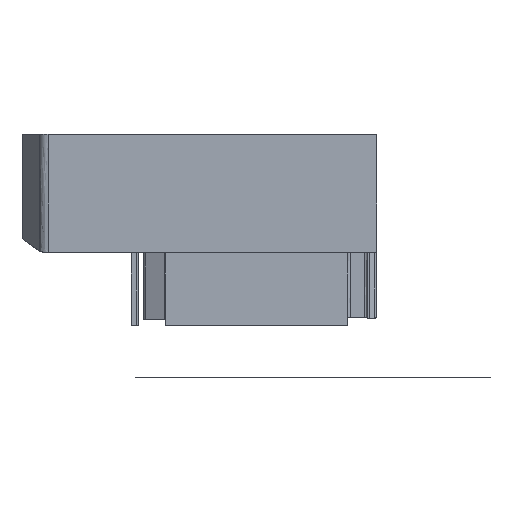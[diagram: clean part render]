
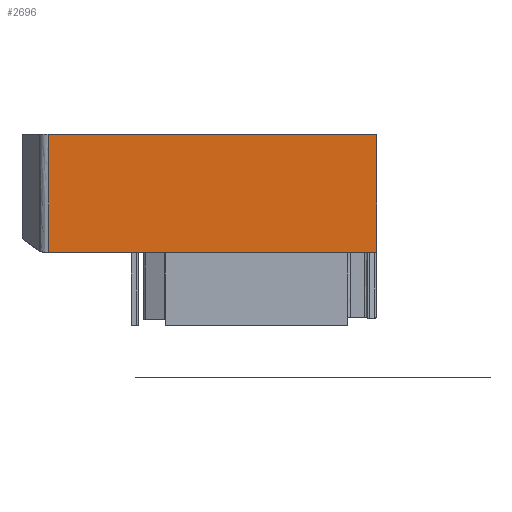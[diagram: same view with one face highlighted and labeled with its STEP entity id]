
A CAD part, left-side view. The second image highlights one B-rep face of the part: STEP entity #2696.
In plain terms, the highlighted planar face has unit normal (-1, 0, 0).
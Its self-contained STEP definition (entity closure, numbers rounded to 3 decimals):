
#2696=ADVANCED_FACE('',(#2859),#6601,.T.);
#2859=FACE_OUTER_BOUND('',#3022,.T.);
#3022=EDGE_LOOP('',(#3607,#3608,#3609,#3610));
#3607=ORIENTED_EDGE('',*,*,#4428,.T.);
#3608=ORIENTED_EDGE('',*,*,#4430,.T.);
#3609=ORIENTED_EDGE('',*,*,#4431,.T.);
#3610=ORIENTED_EDGE('',*,*,#4429,.F.);
#4428=EDGE_CURVE('',#6228,#6227,#5382,.T.);
#4429=EDGE_CURVE('',#6228,#6229,#5383,.T.);
#4430=EDGE_CURVE('',#6227,#6230,#5384,.T.);
#4431=EDGE_CURVE('',#6230,#6229,#5385,.T.);
#5382=B_SPLINE_CURVE_WITH_KNOTS('',1,(#9790,#9791),.UNSPECIFIED.,.F.,.F.,
(2,2),(-67.532,0.),.UNSPECIFIED.);
#5383=B_SPLINE_CURVE_WITH_KNOTS('',1,(#9792,#9793),.UNSPECIFIED.,.F.,.F.,
(2,2),(0.,24.25),.UNSPECIFIED.);
#5384=B_SPLINE_CURVE_WITH_KNOTS('',1,(#9794,#9795),.UNSPECIFIED.,.F.,.F.,
(2,2),(0.,24.25),.UNSPECIFIED.);
#5385=B_SPLINE_CURVE_WITH_KNOTS('',1,(#9796,#9797),.UNSPECIFIED.,.F.,.F.,
(2,2),(0.,67.532),.UNSPECIFIED.);
#6227=VERTEX_POINT('',#9786);
#6228=VERTEX_POINT('',#9787);
#6229=VERTEX_POINT('',#9788);
#6230=VERTEX_POINT('',#9789);
#6601=PLANE('',#6718);
#6718=AXIS2_PLACEMENT_3D('',#9785,#6819,$);
#6819=DIRECTION('',(-1.,0.,0.));
#9785=CARTESIAN_POINT('',(1.803,74.059,23.205));
#9786=CARTESIAN_POINT('',(1.803,-0.347,25.75));
#9787=CARTESIAN_POINT('',(1.803,67.186,25.75));
#9788=CARTESIAN_POINT('',(1.803,67.186,50.));
#9789=CARTESIAN_POINT('',(1.803,-0.347,50.));
#9790=CARTESIAN_POINT('',(1.803,67.186,25.75));
#9791=CARTESIAN_POINT('',(1.803,-0.347,25.75));
#9792=CARTESIAN_POINT('',(1.803,67.186,25.75));
#9793=CARTESIAN_POINT('',(1.803,67.186,50.));
#9794=CARTESIAN_POINT('',(1.803,-0.347,25.75));
#9795=CARTESIAN_POINT('',(1.803,-0.347,50.));
#9796=CARTESIAN_POINT('',(1.803,-0.347,50.));
#9797=CARTESIAN_POINT('',(1.803,67.186,50.));
